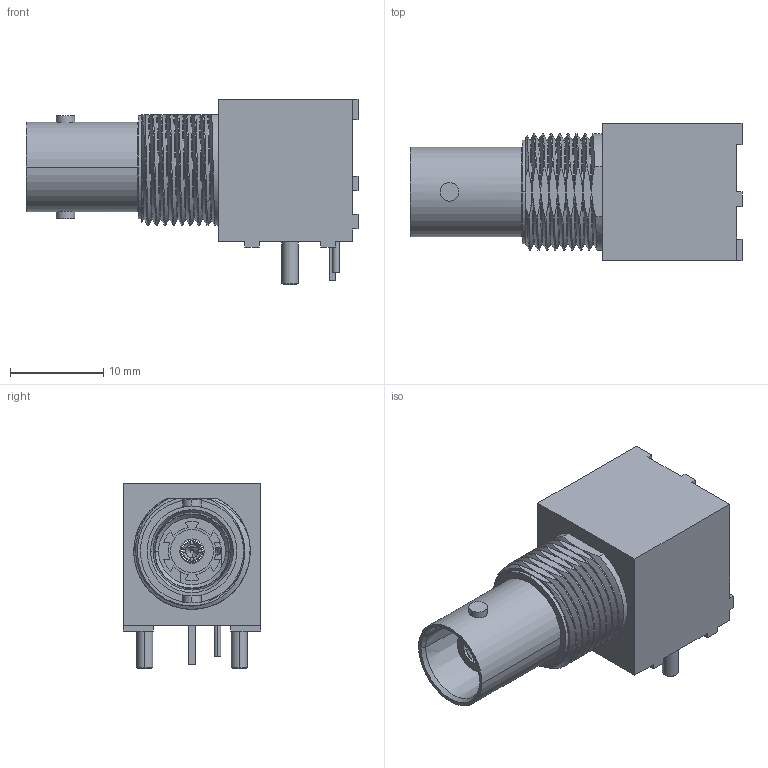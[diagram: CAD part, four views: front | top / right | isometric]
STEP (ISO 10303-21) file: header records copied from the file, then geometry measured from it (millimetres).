
FILE_DESCRIPTION((''),'2;1');
FILE_NAME('031-5538_SW0001','2012-10-22T',('Gopimuralidharan'),(''),'PRO/ENGINEER BY PARAMETRIC TECHNOLOGY CORPORATION, 2010100','PRO/ENGINEER BY PARAMETRIC TECHNOLOGY CORPORATION, 2010100','');
FILE_SCHEMA(('CONFIG_CONTROL_DESIGN'));
Length unit declared in the file: millimetre
Products named in the file (1): 031-5538_SW0001
Bounding box: 35.69 x 14.73 x 19.93 mm (x, y, z)
Surface area: 3077.9 mm2 (no closed solid volume)
Topology: 0 solids, 11 shells, 172 faces, 573 edges, 413 vertices
Faces by surface type: plane 84, cylinder 33, bspline 28, cone 25, torus 2
Entity records: 14268 total; most frequent: CARTESIAN_POINT 9545, ORIENTED_EDGE 955, DIRECTION 858, EDGE_CURVE 573, VERTEX_POINT 413, VECTOR 300, LINE 300, AXIS2_PLACEMENT_3D 279
